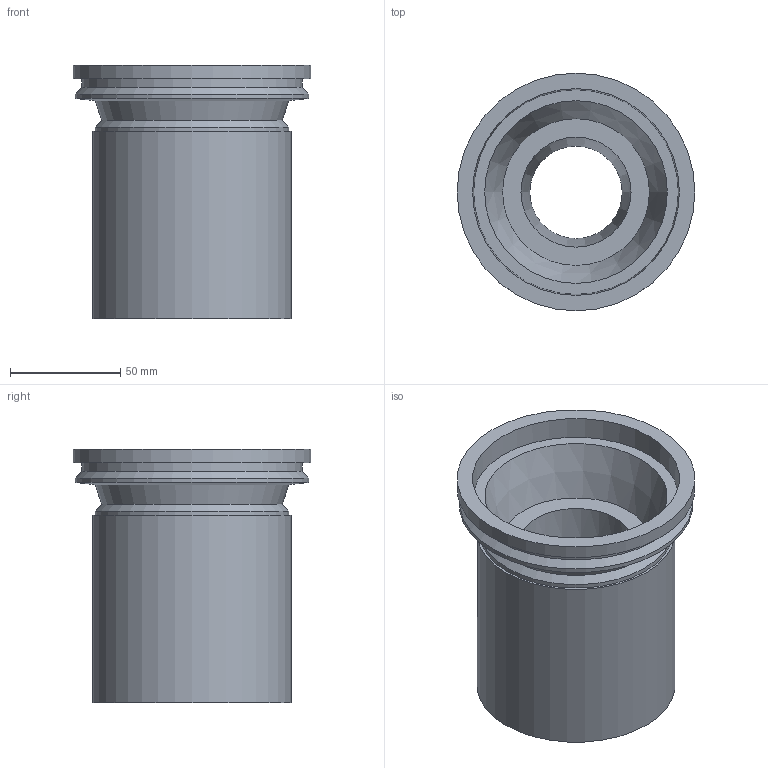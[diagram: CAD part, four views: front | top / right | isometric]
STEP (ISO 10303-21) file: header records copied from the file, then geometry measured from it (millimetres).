
FILE_DESCRIPTION(/* description */ ('STEP AP214'),/* implementation_level */ '2;1');
FILE_NAME(/* name */ '482060001(1)',/* time_stamp */ '2022-12-23T08:15:35+01:00',/* author */ ('License CC BY-ND 4.0'),/* organization */ ('CADENAS'),/* preprocessor_version */ 'ST-DEVELOPER v18.102',/* originating_system */ 'PARTsolutions',/* authorisation */ ' ');
FILE_SCHEMA (('AUTOMOTIVE_DESIGN {1 0 10303 214 3 1 1}'));
Length unit declared in the file: millimetre
Products named in the file (3): 482060001(1); 482060001(1,85)_P2; 482060001(1)_P1
Assembly tree (2 placements, depth 2):
  482060001(1)
    482060001(1,85)_P2
    482060001(1)_P1
Bounding box: 108 x 108 x 115 mm (x, y, z)
Volume: 152970.3 mm3; surface area: 99949.5 mm2
Topology: 2 solids, 2 shells, 25 faces, 41 edges, 25 vertices
Faces by surface type: cone 10, plane 9, cylinder 6
Full cylindrical faces by diameter (mm): 86.4 x1, 88 x1, 90 x1, 100 x1, 106 x1, 108 x1
Entity records: 587 total; most frequent: DIRECTION 106, CARTESIAN_POINT 78, AXIS2_PLACEMENT_3D 53, ORIENTED_EDGE 50, EDGE_LOOP 50, FACE_BOUND 50, EDGE_CURVE 25, VERTEX_POINT 25
